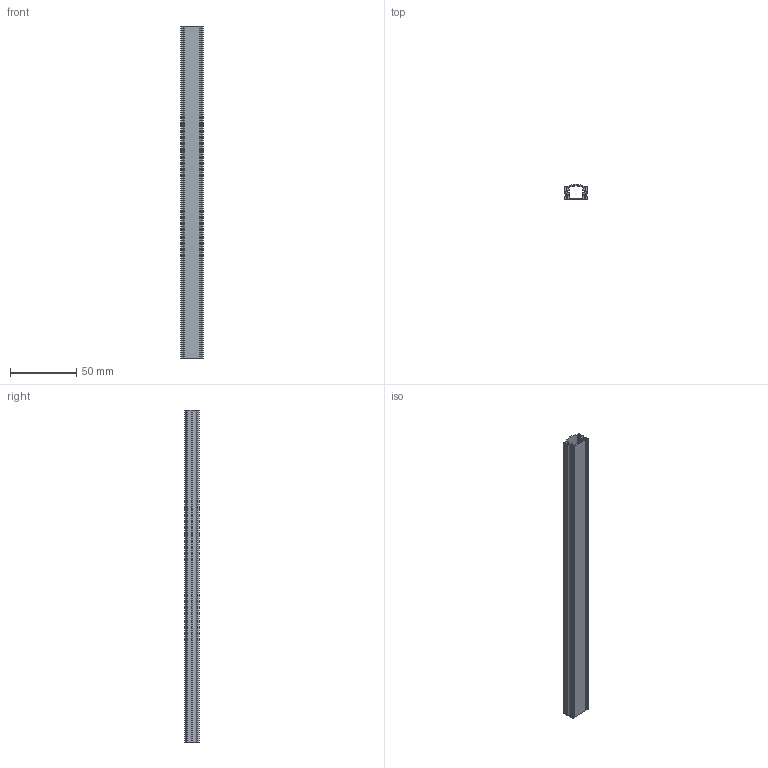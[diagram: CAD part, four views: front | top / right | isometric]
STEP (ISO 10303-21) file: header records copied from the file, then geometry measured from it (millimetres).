
FILE_DESCRIPTION((''),'2;1');
FILE_NAME('AP016_ASM','2020-08-27T',('Administrator'),(''),'PRO/ENGINEER BY PARAMETRIC TECHNOLOGY CORPORATION, 2011310','PRO/ENGINEER BY PARAMETRIC TECHNOLOGY CORPORATION, 2011310','');
FILE_SCHEMA(('AUTOMOTIVE_DESIGN_CC2 { 1 2 10303 214 -1 1 5 2 }'));
Length unit declared in the file: millimetre
Products named in the file (3): BASE; DIFFUSE; AP016_ASM
Assembly tree (2 placements, depth 2):
  AP016_ASM
    BASE
    DIFFUSE
Bounding box: 17 x 11.1 x 250 mm (x, y, z)
Surface area: 33588.5 mm2 (no closed solid volume)
Topology: 0 solids, 2 shells, 108 faces, 312 edges, 208 vertices
Faces by surface type: plane 56, cylinder 52
Entity records: 4606 total; most frequent: CARTESIAN_POINT 665, DIRECTION 626, ORIENTED_EDGE 624, PRESENTATION_STYLE_ASSIGNMENT 314, STYLED_ITEM 314, CURVE_STYLE 312, EDGE_CURVE 312, AXIS2_PLACEMENT_3D 209
